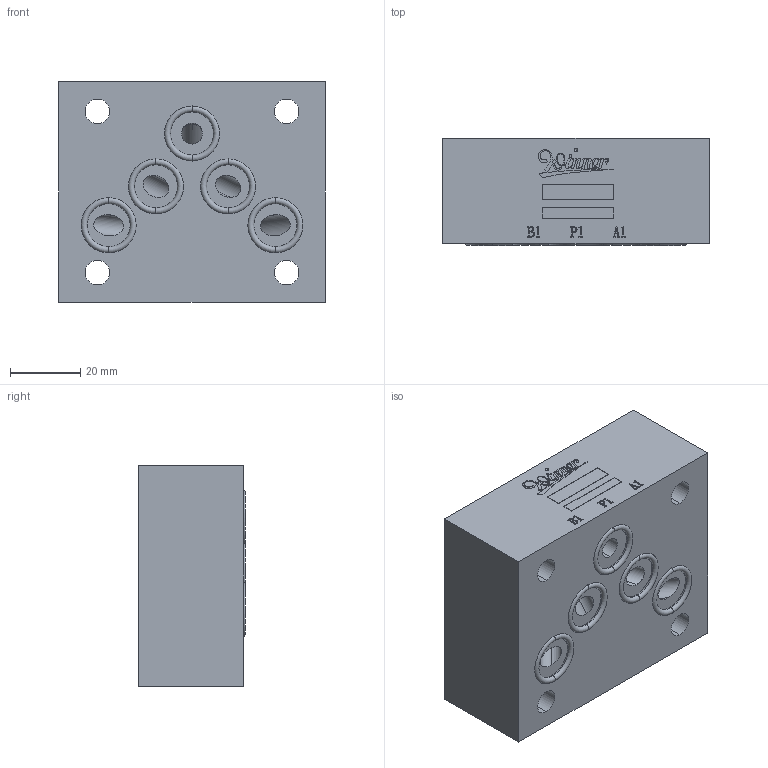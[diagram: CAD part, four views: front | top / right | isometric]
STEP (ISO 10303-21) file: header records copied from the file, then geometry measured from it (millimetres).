
FILE_DESCRIPTION (( 'STEP AP203' ), '1' );
FILE_NAME ('MH05ACS-N-N-Z04.STEP', '2025-01-10T01:13:57', ( 'user' ), ( '' ), 'SwSTEP 2.0', 'SolidWorks 2018', '' );
FILE_SCHEMA (( 'CONFIG_CONTROL_DESIGN' ));
Length unit declared in the file: millimetre
Products named in the file (3): MH05ACS-N-N-Z04; 6EC05060ACSXXA001; 4KAA014AA001_組合用
Assembly tree (6 placements, depth 2):
  MH05ACS-N-N-Z04
    4KAA014AA001_組合用  x5
    6EC05060ACSXXA001
Bounding box: 76.2 x 30.48 x 63 mm (x, y, z)
Volume: 129179 mm3; surface area: 26491.7 mm2
Topology: 9 solids, 9 shells, 636 faces, 1775 edges, 1165 vertices
Faces by surface type: cylinder 347, plane 196, bspline 49, cone 24, torus 20
Entity records: 22448 total; most frequent: CARTESIAN_POINT 5830, ORIENTED_EDGE 3462, DIRECTION 3416, EDGE_CURVE 1731, AXIS2_PLACEMENT_3D 1261, VERTEX_POINT 1149, LINE 894, VECTOR 894
